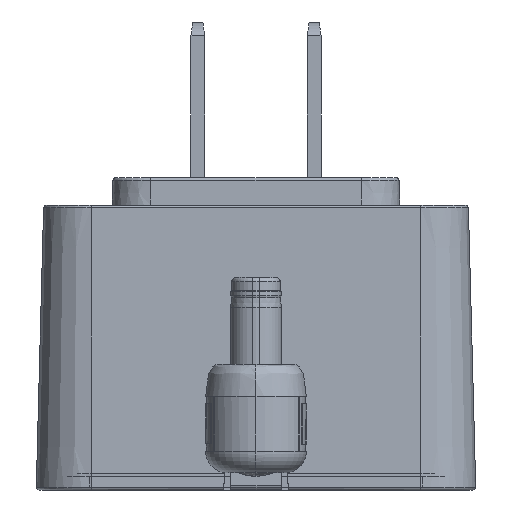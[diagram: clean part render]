
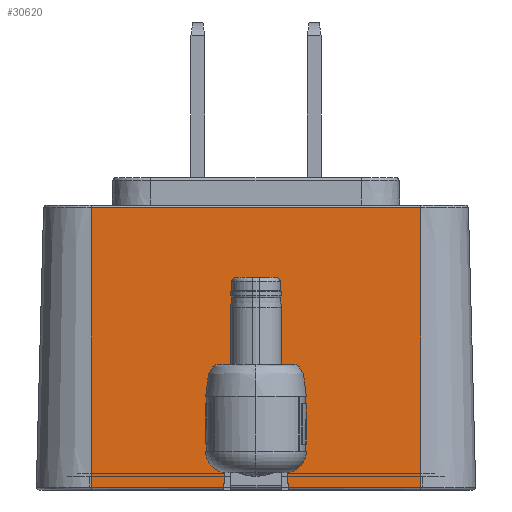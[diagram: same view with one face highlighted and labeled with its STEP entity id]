
A CAD part, left-side view. The second image highlights one B-rep face of the part: STEP entity #30620.
In plain terms, the highlighted planar face has unit normal (-1, 0, 0.026).
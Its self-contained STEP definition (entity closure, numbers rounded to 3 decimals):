
#252 = CARTESIAN_POINT ( 'NONE',  ( -63.708, 3.248, -21.028 ) ) ;
#516 = EDGE_CURVE ( 'NONE', #40905, #26137, #33316, .T. ) ;
#650 = CARTESIAN_POINT ( 'NONE',  ( -63.963, 3.504, -30.792 ) ) ;
#921 = VECTOR ( 'NONE', #24874, 1000. ) ;
#936 = DIRECTION ( 'NONE',  ( -1., 0., 0.026 ) ) ;
#1072 = CARTESIAN_POINT ( 'NONE',  ( -63.709, -3.25, -21.1 ) ) ;
#1846 = VECTOR ( 'NONE', #31880, 1000. ) ;
#1866 = VECTOR ( 'NONE', #22420, 1000. ) ;
#2931 = LINE ( 'NONE', #7450, #1846 ) ;
#3302 = VECTOR ( 'NONE', #40811, 1000. ) ;
#3316 = ORIENTED_EDGE ( 'NONE', *, *, #42218, .F. ) ;
#4813 = VERTEX_POINT ( 'NONE', #17330 ) ;
#7094 = VERTEX_POINT ( 'NONE', #34225 ) ;
#7297 = EDGE_CURVE ( 'NONE', #24192, #34075, #40363, .T. ) ;
#7450 = CARTESIAN_POINT ( 'NONE',  ( -63.971, 18., -31.1 ) ) ;
#8884 = AXIS2_PLACEMENT_3D ( 'NONE', #22276, #936, #32246 ) ;
#10520 = CARTESIAN_POINT ( 'NONE',  ( -63.963, -18., -30.792 ) ) ;
#13366 = VECTOR ( 'NONE', #44573, 1000. ) ;
#13731 = EDGE_CURVE ( 'NONE', #25608, #7094, #36537, .T. ) ;
#14038 = VERTEX_POINT ( 'NONE', #31460 ) ;
#16365 = EDGE_CURVE ( 'NONE', #34075, #40905, #30835, .T. ) ;
#17330 = CARTESIAN_POINT ( 'NONE',  ( -63.165, 18., -0.292 ) ) ;
#17623 = CARTESIAN_POINT ( 'NONE',  ( -63.963, -3.504, -30.792 ) ) ;
#20637 = VECTOR ( 'NONE', #35722, 1000. ) ;
#20793 = LINE ( 'NONE', #30395, #3302 ) ;
#21526 = LINE ( 'NONE', #41189, #13366 ) ;
#22276 = CARTESIAN_POINT ( 'NONE',  ( -63.971, -18., -31.1 ) ) ;
#22420 = DIRECTION ( 'NONE',  ( 0., 1., 0. ) ) ;
#23243 = DIRECTION ( 'NONE',  ( 0.026, 0., 1. ) ) ;
#24192 = VERTEX_POINT ( 'NONE', #17623 ) ;
#24874 = DIRECTION ( 'NONE',  ( 0., 1., 0. ) ) ;
#25399 = ORIENTED_EDGE ( 'NONE', *, *, #7297, .F. ) ;
#25608 = VERTEX_POINT ( 'NONE', #10520 ) ;
#25980 = ORIENTED_EDGE ( 'NONE', *, *, #44569, .T. ) ;
#26137 = VERTEX_POINT ( 'NONE', #650 ) ;
#26779 = CARTESIAN_POINT ( 'NONE',  ( -63.971, -18., -31.1 ) ) ;
#26889 = ORIENTED_EDGE ( 'NONE', *, *, #35323, .T. ) ;
#28200 = DIRECTION ( 'NONE',  ( -0.026, 0.026, -0.999 ) ) ;
#29180 = PLANE ( 'NONE',  #8884 ) ;
#30395 = CARTESIAN_POINT ( 'NONE',  ( -63.963, -18., -30.792 ) ) ;
#30620 = ADVANCED_FACE ( 'NONE', ( #45351 ), #29180, .T. ) ;
#30827 = ORIENTED_EDGE ( 'NONE', *, *, #16365, .F. ) ;
#30835 = LINE ( 'NONE', #1072, #1866 ) ;
#31400 = ORIENTED_EDGE ( 'NONE', *, *, #13731, .T. ) ;
#31460 = CARTESIAN_POINT ( 'NONE',  ( -63.963, 18., -30.792 ) ) ;
#31880 = DIRECTION ( 'NONE',  ( 0.026, 0., 1. ) ) ;
#32246 = DIRECTION ( 'NONE',  ( 0.026, 0., 1. ) ) ;
#33316 = LINE ( 'NONE', #252, #36030 ) ;
#33827 = VECTOR ( 'NONE', #23243, 1000. ) ;
#34075 = VERTEX_POINT ( 'NONE', #40899 ) ;
#34225 = CARTESIAN_POINT ( 'NONE',  ( -63.165, -18., -0.292 ) ) ;
#35323 = EDGE_CURVE ( 'NONE', #24192, #25608, #20793, .T. ) ;
#35722 = DIRECTION ( 'NONE',  ( 0.026, 0.026, 0.999 ) ) ;
#36030 = VECTOR ( 'NONE', #28200, 1000. ) ;
#36537 = LINE ( 'NONE', #26779, #33827 ) ;
#37985 = EDGE_LOOP ( 'NONE', ( #3316, #25980, #42877, #30827, #25399, #26889, #31400, #43195 ) ) ;
#39252 = CARTESIAN_POINT ( 'NONE',  ( -63.165, 18., -0.292 ) ) ;
#39549 = EDGE_CURVE ( 'NONE', #7094, #4813, #40843, .T. ) ;
#40363 = LINE ( 'NONE', #42362, #20637 ) ;
#40811 = DIRECTION ( 'NONE',  ( 0., -1., 0. ) ) ;
#40843 = LINE ( 'NONE', #39252, #921 ) ;
#40899 = CARTESIAN_POINT ( 'NONE',  ( -63.709, -3.25, -21.1 ) ) ;
#40905 = VERTEX_POINT ( 'NONE', #42671 ) ;
#41189 = CARTESIAN_POINT ( 'NONE',  ( -63.963, -18., -30.792 ) ) ;
#42218 = EDGE_CURVE ( 'NONE', #14038, #4813, #2931, .T. ) ;
#42362 = CARTESIAN_POINT ( 'NONE',  ( -63.708, -3.248, -21.028 ) ) ;
#42671 = CARTESIAN_POINT ( 'NONE',  ( -63.709, 3.25, -21.1 ) ) ;
#42877 = ORIENTED_EDGE ( 'NONE', *, *, #516, .F. ) ;
#43195 = ORIENTED_EDGE ( 'NONE', *, *, #39549, .T. ) ;
#44569 = EDGE_CURVE ( 'NONE', #14038, #26137, #21526, .T. ) ;
#44573 = DIRECTION ( 'NONE',  ( 0., -1., 0. ) ) ;
#45351 = FACE_OUTER_BOUND ( 'NONE', #37985, .T. ) ;
